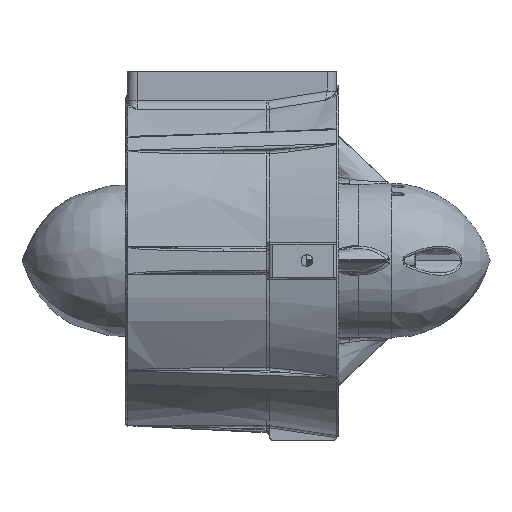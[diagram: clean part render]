
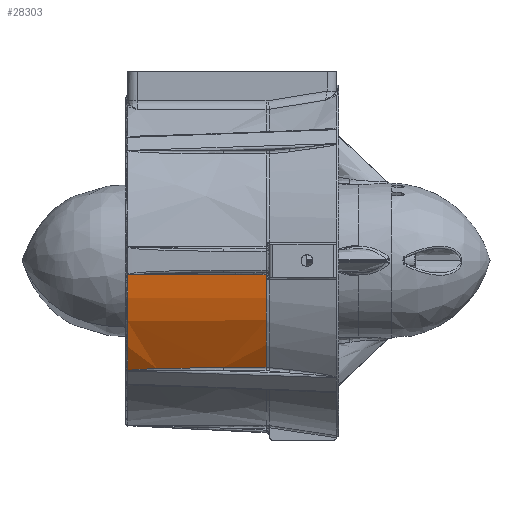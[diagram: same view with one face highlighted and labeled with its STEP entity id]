
A CAD part, left-side view. The second image highlights one B-rep face of the part: STEP entity #28303.
In plain terms, the highlighted free-form (B-spline) face has degree [2, 1] with [3, 2] control points.
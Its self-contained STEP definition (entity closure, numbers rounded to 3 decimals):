
#2667 = VERTEX_POINT('',#2668);
#2668 = CARTESIAN_POINT('',(-31.339,0.437,
    -26.477));
#11084 = VERTEX_POINT('',#11085);
#11085 = CARTESIAN_POINT('',(-31.339,11.013,
    -26.477));
#11095 = VERTEX_POINT('',#11096);
#11096 = CARTESIAN_POINT('',(-30.597,34.762,
    -27.331));
#11103 = EDGE_CURVE('',#11084,#11095,#11104,.T.);
#11104 = B_SPLINE_CURVE_WITH_KNOTS('',5,(#11105,#11106,#11107,#11108,
    #11109,#11110,#11111,#11112,#11113,#11114,#11115,#11116,#11117,
    #11118,#11119,#11120,#11121,#11122,#11123,#11124,#11125,#11126,
    #11127,#11128,#11129,#11130,#11131,#11132,#11133,#11134,#11135,
    #11136,#11137,#11138,#11139,#11140),.UNSPECIFIED.,.F.,.F.,(6,3,3,3,3
    ,3,3,3,3,3,3,6),(0.,11.039,21.201,25.597,
    29.367,32.396,33.461,34.543,
    34.773,35.004,35.114,35.159),
  .UNSPECIFIED.);
#11105 = CARTESIAN_POINT('',(-31.339,11.013,
    -26.477));
#11106 = CARTESIAN_POINT('',(-31.339,12.508,
    -26.477));
#11107 = CARTESIAN_POINT('',(-31.335,14.004,
    -26.481));
#11108 = CARTESIAN_POINT('',(-31.328,15.499,
    -26.49));
#11109 = CARTESIAN_POINT('',(-31.306,18.371,
    -26.516));
#11110 = CARTESIAN_POINT('',(-31.268,21.242,
    -26.561));
#11111 = CARTESIAN_POINT('',(-31.246,22.61,
    -26.587));
#11112 = CARTESIAN_POINT('',(-31.208,24.582,
    -26.632));
#11113 = CARTESIAN_POINT('',(-31.156,26.553,
    -26.692));
#11114 = CARTESIAN_POINT('',(-31.139,27.148,
    -26.712));
#11115 = CARTESIAN_POINT('',(-31.105,28.254,
    -26.752));
#11116 = CARTESIAN_POINT('',(-31.064,29.36,
    -26.8));
#11117 = CARTESIAN_POINT('',(-31.043,29.87,
    -26.824));
#11118 = CARTESIAN_POINT('',(-31.003,30.79,
    -26.871));
#11119 = CARTESIAN_POINT('',(-30.953,31.71,
    -26.927));
#11120 = CARTESIAN_POINT('',(-30.929,32.11,
    -26.955));
#11121 = CARTESIAN_POINT('',(-30.893,32.664,
    -26.996));
#11122 = CARTESIAN_POINT('',(-30.848,33.217,
    -27.048));
#11123 = CARTESIAN_POINT('',(-30.835,33.361,
    -27.062));
#11124 = CARTESIAN_POINT('',(-30.808,33.65,
    -27.093));
#11125 = CARTESIAN_POINT('',(-30.776,33.94,
    -27.13));
#11126 = CARTESIAN_POINT('',(-30.759,34.074,
    -27.149));
#11127 = CARTESIAN_POINT('',(-30.736,34.25,
    -27.175));
#11128 = CARTESIAN_POINT('',(-30.704,34.425,
    -27.211));
#11129 = CARTESIAN_POINT('',(-30.698,34.456,
    -27.218));
#11130 = CARTESIAN_POINT('',(-30.685,34.517,
    -27.232));
#11131 = CARTESIAN_POINT('',(-30.671,34.578,
    -27.248));
#11132 = CARTESIAN_POINT('',(-30.663,34.608,
    -27.257));
#11133 = CARTESIAN_POINT('',(-30.651,34.653,
    -27.271));
#11134 = CARTESIAN_POINT('',(-30.634,34.696,
    -27.289));
#11135 = CARTESIAN_POINT('',(-30.629,34.71,
    -27.296));
#11136 = CARTESIAN_POINT('',(-30.62,34.729,
    -27.306));
#11137 = CARTESIAN_POINT('',(-30.609,34.747,
    -27.318));
#11138 = CARTESIAN_POINT('',(-30.605,34.753,
    -27.322));
#11139 = CARTESIAN_POINT('',(-30.601,34.758,
    -27.326));
#11140 = CARTESIAN_POINT('',(-30.597,34.762,
    -27.331));
#11347 = EDGE_CURVE('',#11084,#2667,#11348,.T.);
#11348 = B_SPLINE_CURVE_WITH_KNOTS('',1,(#11349,#11350),.UNSPECIFIED.,
  .F.,.F.,(2,2),(0.688,9.711),
  .PIECEWISE_BEZIER_KNOTS.);
#11349 = CARTESIAN_POINT('',(-31.339,11.013,
    -26.477));
#11350 = CARTESIAN_POINT('',(-31.339,0.437,
    -26.477));
#11419 = EDGE_CURVE('',#2667,#11420,#11422,.T.);
#11420 = VERTEX_POINT('',#11421);
#11421 = CARTESIAN_POINT('',(-40.882,0.437,
    -3.438));
#11422 = ( BOUNDED_CURVE() B_SPLINE_CURVE(2,(#11423,#11424,#11425),
.UNSPECIFIED.,.F.,.F.) B_SPLINE_CURVE_WITH_KNOTS((3,3),(2.44,
3.058),.PIECEWISE_BEZIER_KNOTS.) CURVE() 
GEOMETRIC_REPRESENTATION_ITEM() RATIONAL_B_SPLINE_CURVE((1.,
0.953,1.)) REPRESENTATION_ITEM('') );
#11423 = CARTESIAN_POINT('',(-31.339,0.437,
    -26.477));
#11424 = CARTESIAN_POINT('',(-39.786,0.437,
    -16.48));
#11425 = CARTESIAN_POINT('',(-40.882,0.437,
    -3.438));
#11575 = EDGE_CURVE('',#11420,#11576,#11578,.T.);
#11576 = VERTEX_POINT('',#11577);
#11577 = CARTESIAN_POINT('',(-40.882,34.748,
    -3.438));
#11578 = B_SPLINE_CURVE_WITH_KNOTS('',1,(#11579,#11580),.UNSPECIFIED.,
  .F.,.F.,(2,2),(-14.621,14.65),
  .PIECEWISE_BEZIER_KNOTS.);
#11579 = CARTESIAN_POINT('',(-40.882,0.437,
    -3.438));
#11580 = CARTESIAN_POINT('',(-40.882,34.748,
    -3.438));
#11908 = EDGE_CURVE('',#11576,#11909,#11911,.T.);
#11909 = VERTEX_POINT('',#11910);
#11910 = CARTESIAN_POINT('',(-40.883,34.762,
    -3.428));
#11911 = B_SPLINE_CURVE_WITH_KNOTS('',5,(#11912,#11913,#11914,#11915,
    #11916,#11917,#11918,#11919,#11920,#11921,#11922,#11923,#11924,
    #11925,#11926),.UNSPECIFIED.,.F.,.F.,(6,3,3,3,6),(0.,
    0.049,0.081,0.113,0.207),
  .UNSPECIFIED.);
#11912 = CARTESIAN_POINT('',(-40.882,34.748,
    -3.438));
#11913 = CARTESIAN_POINT('',(-40.882,34.749,
    -3.438));
#11914 = CARTESIAN_POINT('',(-40.882,34.75,
    -3.438));
#11915 = CARTESIAN_POINT('',(-40.882,34.749,
    -3.438));
#11916 = CARTESIAN_POINT('',(-40.882,34.75,
    -3.437));
#11917 = CARTESIAN_POINT('',(-40.882,34.752,
    -3.437));
#11918 = CARTESIAN_POINT('',(-40.882,34.752,
    -3.437));
#11919 = CARTESIAN_POINT('',(-40.882,34.753,
    -3.436));
#11920 = CARTESIAN_POINT('',(-40.882,34.754,
    -3.435));
#11921 = CARTESIAN_POINT('',(-40.883,34.755,
    -3.435));
#11922 = CARTESIAN_POINT('',(-40.883,34.757,
    -3.434));
#11923 = CARTESIAN_POINT('',(-40.883,34.759,
    -3.432));
#11924 = CARTESIAN_POINT('',(-40.883,34.76,
    -3.431));
#11925 = CARTESIAN_POINT('',(-40.883,34.762,
    -3.429));
#11926 = CARTESIAN_POINT('',(-40.883,34.763,
    -3.427));
#28303 = ADVANCED_FACE('',(#28304),#28333,.T.);
#28304 = FACE_BOUND('',#28305,.T.);
#28305 = EDGE_LOOP('',(#28306,#28314,#28322,#28328,#28329,#28330,#28331,
    #28332));
#28306 = ORIENTED_EDGE('',*,*,#28307,.F.);
#28307 = EDGE_CURVE('',#28308,#11909,#28310,.T.);
#28308 = VERTEX_POINT('',#28309);
#28309 = CARTESIAN_POINT('',(-40.882,34.762,
    -3.438));
#28310 = ( BOUNDED_CURVE() B_SPLINE_CURVE(2,(#28311,#28312,#28313),
.UNSPECIFIED.,.F.,.F.) B_SPLINE_CURVE_WITH_KNOTS((3,3),(4.628,
4.629),.PIECEWISE_BEZIER_KNOTS.) CURVE() 
GEOMETRIC_REPRESENTATION_ITEM() RATIONAL_B_SPLINE_CURVE((1.,
1.,1.)) REPRESENTATION_ITEM('') );
#28311 = CARTESIAN_POINT('',(-40.882,34.763,
    -3.438));
#28312 = CARTESIAN_POINT('',(-40.883,34.763,
    -3.433));
#28313 = CARTESIAN_POINT('',(-40.883,34.763,
    -3.428));
#28314 = ORIENTED_EDGE('',*,*,#28315,.F.);
#28315 = EDGE_CURVE('',#28316,#28308,#28318,.T.);
#28316 = VERTEX_POINT('',#28317);
#28317 = CARTESIAN_POINT('',(-30.963,34.762,
    -26.916));
#28318 = ( BOUNDED_CURVE() B_SPLINE_CURVE(2,(#28319,#28320,#28321),
.UNSPECIFIED.,.F.,.F.) B_SPLINE_CURVE_WITH_KNOTS((3,3),(3.997,
4.628),.PIECEWISE_BEZIER_KNOTS.) CURVE() 
GEOMETRIC_REPRESENTATION_ITEM() RATIONAL_B_SPLINE_CURVE((1.,
0.951,1.)) REPRESENTATION_ITEM('') );
#28319 = CARTESIAN_POINT('',(-30.963,34.762,
    -26.916));
#28320 = CARTESIAN_POINT('',(-39.759,34.762,
    -16.798));
#28321 = CARTESIAN_POINT('',(-40.882,34.762,
    -3.438));
#28322 = ORIENTED_EDGE('',*,*,#28323,.F.);
#28323 = EDGE_CURVE('',#11095,#28316,#28324,.T.);
#28324 = ( BOUNDED_CURVE() B_SPLINE_CURVE(2,(#28325,#28326,#28327),
.UNSPECIFIED.,.F.,.F.) B_SPLINE_CURVE_WITH_KNOTS((3,3),(3.983,
3.997),.PIECEWISE_BEZIER_KNOTS.) CURVE() 
GEOMETRIC_REPRESENTATION_ITEM() RATIONAL_B_SPLINE_CURVE((1.,
1.,1.)) REPRESENTATION_ITEM('') );
#28325 = CARTESIAN_POINT('',(-30.597,34.762,
    -27.331));
#28326 = CARTESIAN_POINT('',(-30.782,34.762,
    -27.125));
#28327 = CARTESIAN_POINT('',(-30.963,34.762,
    -26.916));
#28328 = ORIENTED_EDGE('',*,*,#11103,.F.);
#28329 = ORIENTED_EDGE('',*,*,#11347,.T.);
#28330 = ORIENTED_EDGE('',*,*,#11419,.T.);
#28331 = ORIENTED_EDGE('',*,*,#11575,.T.);
#28332 = ORIENTED_EDGE('',*,*,#11908,.T.);
#28333 = ( BOUNDED_SURFACE() B_SPLINE_SURFACE(2,1,(
    (#28334,#28335)
    ,(#28336,#28337)
    ,(#28338,#28339
)),.UNSPECIFIED.,.F.,.F.,.F.) B_SPLINE_SURFACE_WITH_KNOTS((3,3),(2,2),(
    3.983,4.629),(-7.127,22.156),
.PIECEWISE_BEZIER_KNOTS.) GEOMETRIC_REPRESENTATION_ITEM() 
RATIONAL_B_SPLINE_SURFACE((
    (1.,1.)
    ,(0.948,0.948)
,(1.,1.))) REPRESENTATION_ITEM('') SURFACE() );
#28334 = CARTESIAN_POINT('',(-30.597,0.437,
    -27.331));
#28335 = CARTESIAN_POINT('',(-30.597,34.763,
    -27.331));
#28336 = CARTESIAN_POINT('',(-39.737,0.437,
    -17.1));
#28337 = CARTESIAN_POINT('',(-39.737,34.763,
    -17.1));
#28338 = CARTESIAN_POINT('',(-40.883,0.437,
    -3.428));
#28339 = CARTESIAN_POINT('',(-40.883,34.763,
    -3.428));
